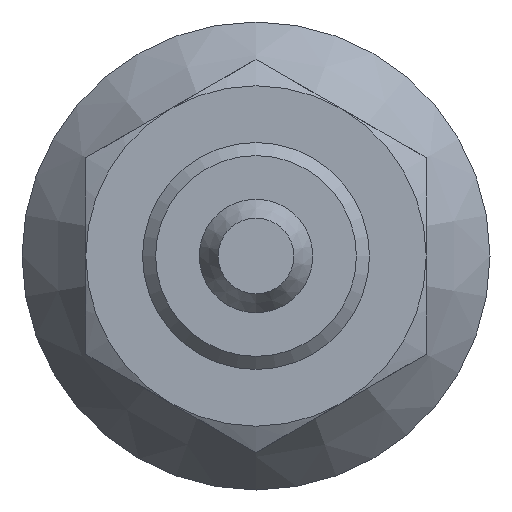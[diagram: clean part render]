
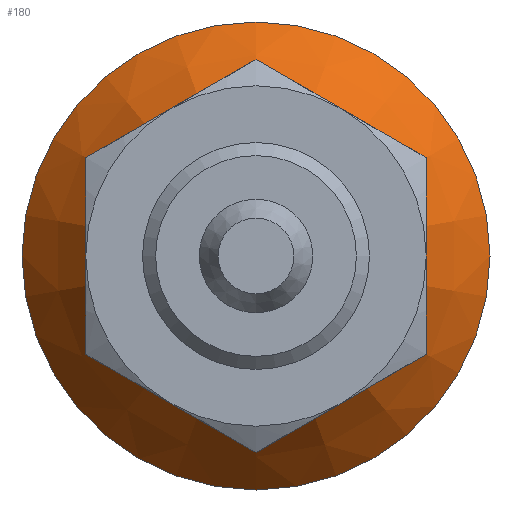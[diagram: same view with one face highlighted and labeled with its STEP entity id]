
A CAD part, front view. The second image highlights one B-rep face of the part: STEP entity #180.
In plain terms, the highlighted conical face has half-angle 37 degrees and reference radius 16.5 mm.
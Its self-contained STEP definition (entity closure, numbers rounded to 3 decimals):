
#180 = ADVANCED_FACE( '', ( #382, #383 ), #384, .T. );
#382 = FACE_BOUND( '', #596, .T. );
#383 = FACE_OUTER_BOUND( '', #597, .T. );
#384 = CONICAL_SURFACE( '', #598, 16.5, 0.646 );
#596 = EDGE_LOOP( '', ( #1048 ) );
#597 = EDGE_LOOP( '', ( #1049 ) );
#598 = AXIS2_PLACEMENT_3D( '', #1050, #1051, #1052 );
#1048 = ORIENTED_EDGE( '', *, *, #1256, .F. );
#1049 = ORIENTED_EDGE( '', *, *, #1360, .T. );
#1050 = CARTESIAN_POINT( '', ( 0., 21.7, 0. ) );
#1051 = DIRECTION( '', ( 0., 1., 0. ) );
#1052 = DIRECTION( '', ( 0., 0., 1. ) );
#1256 = EDGE_CURVE( '', #1507, #1507, #1508, .T. );
#1360 = EDGE_CURVE( '', #1650, #1650, #1651, .T. );
#1507 = VERTEX_POINT( '', #1934 );
#1508 = CIRCLE( '', #1935, 9.5 );
#1650 = VERTEX_POINT( '', #2194 );
#1651 = CIRCLE( '', #2195, 16.5 );
#1934 = CARTESIAN_POINT( '', ( 0., 12.411, -9.5 ) );
#1935 = AXIS2_PLACEMENT_3D( '', #2302, #2303, #2304 );
#2194 = CARTESIAN_POINT( '', ( 0., 21.7, -16.5 ) );
#2195 = AXIS2_PLACEMENT_3D( '', #2407, #2408, #2409 );
#2302 = CARTESIAN_POINT( '', ( 0., 12.411, 0. ) );
#2303 = DIRECTION( '', ( 0., -1., 0. ) );
#2304 = DIRECTION( '', ( 0., 0., -1. ) );
#2407 = CARTESIAN_POINT( '', ( 0., 21.7, 0. ) );
#2408 = DIRECTION( '', ( 0., -1., 0. ) );
#2409 = DIRECTION( '', ( 0., 0., -1. ) );
